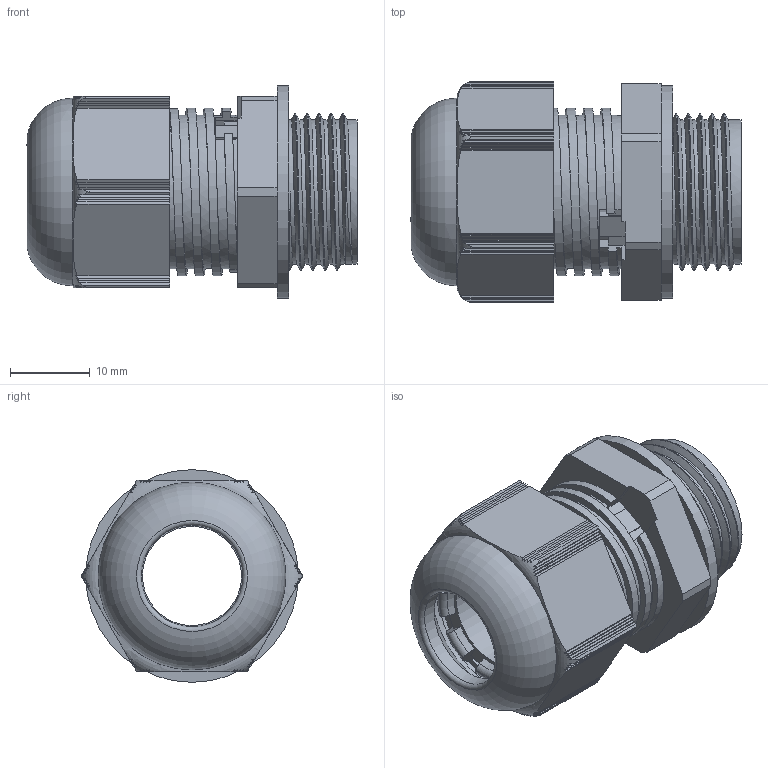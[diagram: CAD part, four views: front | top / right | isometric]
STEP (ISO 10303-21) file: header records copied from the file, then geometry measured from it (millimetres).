
FILE_DESCRIPTION(/* description */ ('Druchsausgleichsverschraubung'),/* implementation_level */ '2;1');
FILE_NAME(/* name */ '11087520-RST.stp',/* time_stamp */ '2020-03-31T11:36:53+02:00',/* author */ ('sl'),/* organization */ (''),/* preprocessor_version */ 'ST-DEVELOPER v16.5',/* originating_system */ 'Autodesk Inventor 2017',/* authorisation */ '');
FILE_SCHEMA (('AUTOMOTIVE_DESIGN { 1 0 10303 214 3 1 1 }'));
Length unit declared in the file: millimetre
Products named in the file (8): 13087520; 13087520_1; 11087512; 11087512_1; 11087512_2; 11087512_3; 11087512_4; DA-S-08-BT-0001-13087520
Assembly tree (7 placements, depth 2):
  13087520
    13087520_1
    11087512
    11087512_1
    11087512_2
    11087512_3
    11087512_4
    DA-S-08-BT-0001-13087520
Bounding box: 41.28 x 27.71 x 26.6 mm (x, y, z)
Volume: 9730.2 mm3; surface area: 12662.5 mm2
Topology: 7 solids, 7 shells, 491 faces, 1419 edges, 936 vertices
Faces by surface type: plane 353, cylinder 57, torus 32, bspline 26, cone 23
Full cylindrical faces by diameter (mm): 12.4 x1, 12.7 x1, 12.71 x1, 12.73 x1, 12.95 x1, 14.52 x1, 15.3 x1, 15.45 x2, 16.2 x2, 16.25 x1, 18.05 x5, 19 x2, 23.5 x1, 26.6 x1
Entity records: 20009 total; most frequent: CARTESIAN_POINT 6834, DIRECTION 2835, ORIENTED_EDGE 2734, EDGE_CURVE 1367, AXIS2_PLACEMENT_3D 1100, VERTEX_POINT 917, LINE 635, VECTOR 635
